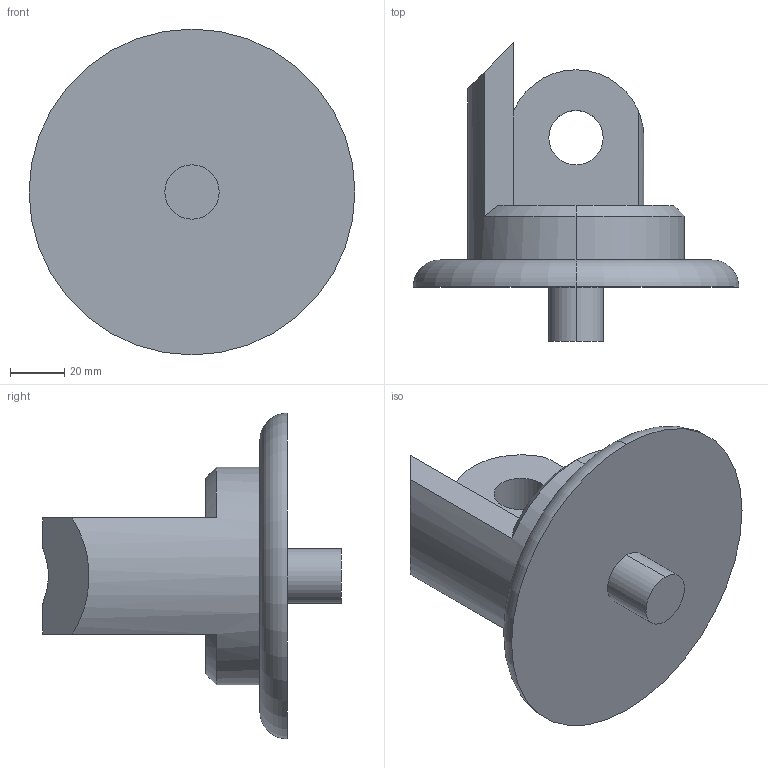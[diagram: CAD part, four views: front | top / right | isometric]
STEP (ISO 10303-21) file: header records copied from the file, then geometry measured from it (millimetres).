
FILE_DESCRIPTION (( 'STEP AP203' ), '1' );
FILE_NAME ('Part2 with coords_Default_sldprt.STEP', '2020-05-13T15:48:06', ( '' ), ( '' ), 'SwSTEP 2.0', 'SolidWorks 2020', '' );
FILE_SCHEMA (( 'CONFIG_CONTROL_DESIGN' ));
Length unit declared in the file: millimetre
Products named in the file (1): Part2 with coords_Default_sldprt
Bounding box: 120 x 110 x 120 mm (x, y, z)
Volume: 280205 mm3; surface area: 41795.5 mm2
Topology: 1 solids, 1 shells, 25 faces, 61 edges, 40 vertices
Faces by surface type: plane 11, cylinder 9, cone 3, torus 2
Entity records: 827 total; most frequent: CARTESIAN_POINT 151, DIRECTION 130, ORIENTED_EDGE 122, EDGE_CURVE 61, AXIS2_PLACEMENT_3D 51, VERTEX_POINT 40, EDGE_LOOP 29, VECTOR 28
